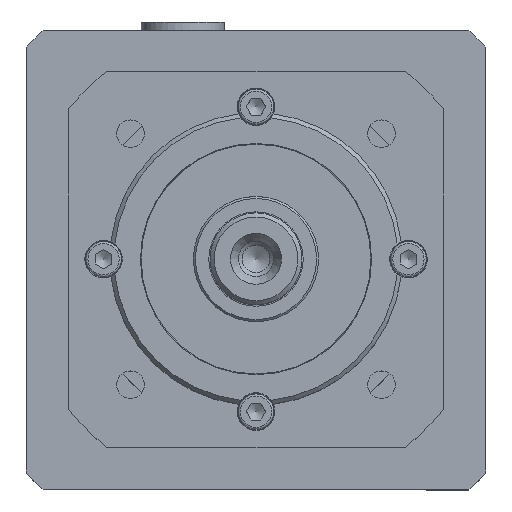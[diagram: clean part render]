
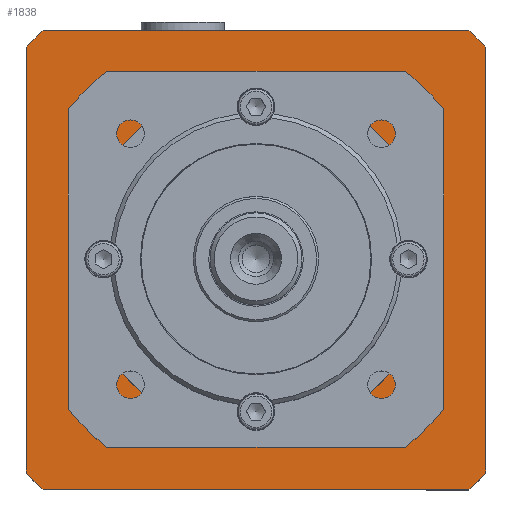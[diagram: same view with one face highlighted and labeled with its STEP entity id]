
A CAD part, top view. The second image highlights one B-rep face of the part: STEP entity #1838.
In plain terms, the highlighted planar face has unit normal (0, 0, 1).
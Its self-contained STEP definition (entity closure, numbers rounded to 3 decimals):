
#1752=CARTESIAN_POINT('',(0.,0.,-71.));
#1753=DIRECTION('',(0.0,0.0,-1.0));
#1754=DIRECTION('',(0.0,1.0,0.0));
#1755=AXIS2_PLACEMENT_3D('',#1752,#1753,#1754);
#1756=PLANE('',#1755);
#1757=CARTESIAN_POINT('',(50.99,-55.,-71.0));
#1758=VERTEX_POINT('',#1757);
#1759=CARTESIAN_POINT('',(55.,-50.99,-71.0));
#1760=VERTEX_POINT('',#1759);
#1761=CARTESIAN_POINT('',(0.,0.,-71.));
#1762=DIRECTION('',(0.,0.,1.0));
#1763=DIRECTION('',(-0.733,0.68,0.));
#1764=AXIS2_PLACEMENT_3D('',#1761,#1762,#1763);
#1765=CIRCLE('',#1764,75.);
#1766=EDGE_CURVE('',#1758,#1760,#1765,.T.);
#1767=ORIENTED_EDGE('',*,*,#1766,.T.);
#1768=CARTESIAN_POINT('',(55.,50.99,-71.));
#1769=VERTEX_POINT('',#1768);
#1770=CARTESIAN_POINT('',(55.,-50.99,-71.0));
#1771=DIRECTION('',(0.0,1.0,0.0));
#1772=VECTOR('',#1771,101.98);
#1773=LINE('',#1770,#1772);
#1774=EDGE_CURVE('',#1760,#1769,#1773,.T.);
#1775=ORIENTED_EDGE('',*,*,#1774,.T.);
#1776=CARTESIAN_POINT('',(50.99,55.,-71.));
#1777=VERTEX_POINT('',#1776);
#1778=CARTESIAN_POINT('',(0.,0.,-71.));
#1779=DIRECTION('',(0.,0.,1.0));
#1780=DIRECTION('',(-0.68,-0.733,0.));
#1781=AXIS2_PLACEMENT_3D('',#1778,#1779,#1780);
#1782=CIRCLE('',#1781,75.0);
#1783=EDGE_CURVE('',#1769,#1777,#1782,.T.);
#1784=ORIENTED_EDGE('',*,*,#1783,.T.);
#1785=CARTESIAN_POINT('',(-50.99,55.,-71.));
#1786=VERTEX_POINT('',#1785);
#1787=CARTESIAN_POINT('',(50.99,55.,-71.));
#1788=DIRECTION('',(-1.0,0.0,0.0));
#1789=VECTOR('',#1788,101.98);
#1790=LINE('',#1787,#1789);
#1791=EDGE_CURVE('',#1777,#1786,#1790,.T.);
#1792=ORIENTED_EDGE('',*,*,#1791,.T.);
#1793=CARTESIAN_POINT('',(-55.,50.99,-71.));
#1794=VERTEX_POINT('',#1793);
#1795=CARTESIAN_POINT('',(0.,0.,-71.));
#1796=DIRECTION('',(0.,0.,1.0));
#1797=DIRECTION('',(0.733,-0.68,0.));
#1798=AXIS2_PLACEMENT_3D('',#1795,#1796,#1797);
#1799=CIRCLE('',#1798,75.);
#1800=EDGE_CURVE('',#1786,#1794,#1799,.T.);
#1801=ORIENTED_EDGE('',*,*,#1800,.T.);
#1802=CARTESIAN_POINT('',(-55.,-50.99,-71.0));
#1803=VERTEX_POINT('',#1802);
#1804=CARTESIAN_POINT('',(-55.,50.99,-71.));
#1805=DIRECTION('',(0.0,-1.0,0.0));
#1806=VECTOR('',#1805,101.98);
#1807=LINE('',#1804,#1806);
#1808=EDGE_CURVE('',#1794,#1803,#1807,.T.);
#1809=ORIENTED_EDGE('',*,*,#1808,.T.);
#1810=CARTESIAN_POINT('',(-50.99,-55.,-71.0));
#1811=VERTEX_POINT('',#1810);
#1812=CARTESIAN_POINT('',(0.,0.,-71.));
#1813=DIRECTION('',(0.,0.,1.0));
#1814=DIRECTION('',(0.68,0.733,0.));
#1815=AXIS2_PLACEMENT_3D('',#1812,#1813,#1814);
#1816=CIRCLE('',#1815,75.);
#1817=EDGE_CURVE('',#1803,#1811,#1816,.T.);
#1818=ORIENTED_EDGE('',*,*,#1817,.T.);
#1819=CARTESIAN_POINT('',(-50.99,-55.,-71.0));
#1820=DIRECTION('',(1.0,0.0,0.0));
#1821=VECTOR('',#1820,101.98);
#1822=LINE('',#1819,#1821);
#1823=EDGE_CURVE('',#1811,#1758,#1822,.T.);
#1824=ORIENTED_EDGE('',*,*,#1823,.T.);
#1825=EDGE_LOOP('',(#1767,#1775,#1784,#1792,#1801,#1809,#1818,#1824));
#1826=FACE_OUTER_BOUND('',#1825,.T.);
#1827=CARTESIAN_POINT('',(-42.,0.,-71.));
#1828=VERTEX_POINT('',#1827);
#1829=CARTESIAN_POINT('',(0.,0.,-71.));
#1830=DIRECTION('',(0.0,0.0,1.0));
#1831=DIRECTION('',(-1.0,0.0,0.0));
#1832=AXIS2_PLACEMENT_3D('',#1829,#1830,#1831);
#1833=CIRCLE('',#1832,42.0);
#1834=EDGE_CURVE('',#1828,#1828,#1833,.T.);
#1835=ORIENTED_EDGE('',*,*,#1834,.F.);
#1836=EDGE_LOOP('',(#1835));
#1837=FACE_BOUND('',#1836,.T.);
#1838=ADVANCED_FACE('',(#1826,#1837),#1756,.F.);
